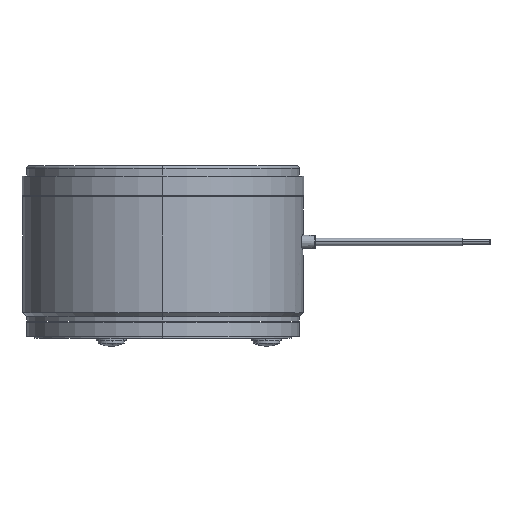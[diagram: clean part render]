
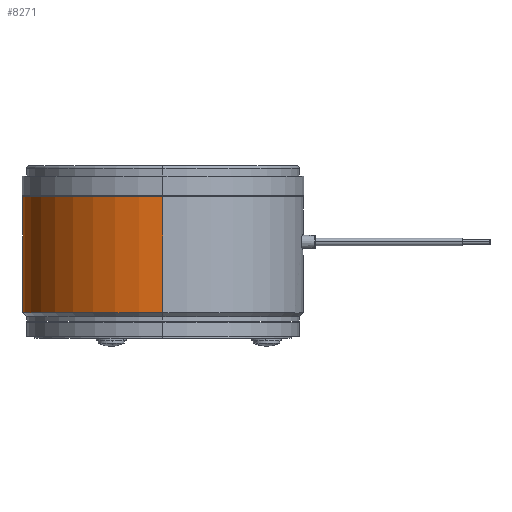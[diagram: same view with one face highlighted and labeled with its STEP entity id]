
A CAD part, left-side view. The second image highlights one B-rep face of the part: STEP entity #8271.
In plain terms, the highlighted cylindrical face has radius 25.75 mm (diameter 51.5 mm), a partial arc.
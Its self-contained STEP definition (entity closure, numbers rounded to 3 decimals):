
#579 = EDGE_CURVE ( 'NONE', #971, #1053, #3629, .T. ) ;
#901 = VERTEX_POINT ( 'NONE', #4776 ) ;
#971 = VERTEX_POINT ( 'NONE', #8257 ) ;
#1045 = CARTESIAN_POINT ( 'NONE',  ( 25.75, 0., -1.074 ) ) ;
#1053 = VERTEX_POINT ( 'NONE', #7707 ) ;
#1717 = CYLINDRICAL_SURFACE ( 'NONE', #8676, 25.75 ) ;
#2074 = EDGE_LOOP ( 'NONE', ( #7438, #6054, #7633, #3897 ) ) ;
#2698 = DIRECTION ( 'NONE',  ( 0., 0., 1. ) ) ;
#2747 = EDGE_CURVE ( 'NONE', #6728, #971, #4274, .T. ) ;
#3002 = DIRECTION ( 'NONE',  ( 1., 0., 0. ) ) ;
#3022 = EDGE_CURVE ( 'NONE', #6728, #901, #8533, .T. ) ;
#3059 = CARTESIAN_POINT ( 'NONE',  ( -25.75, 0., -1.074 ) ) ;
#3289 = DIRECTION ( 'NONE',  ( 1., 0., 0. ) ) ;
#3346 = FACE_OUTER_BOUND ( 'NONE', #2074, .T. ) ;
#3388 = DIRECTION ( 'NONE',  ( 1., 0., 0. ) ) ;
#3629 = CIRCLE ( 'NONE', #4559, 25.75 ) ;
#3897 = ORIENTED_EDGE ( 'NONE', *, *, #2747, .F. ) ;
#4274 = LINE ( 'NONE', #1045, #5187 ) ;
#4471 = CARTESIAN_POINT ( 'NONE',  ( 0., 0., -26.95 ) ) ;
#4559 = AXIS2_PLACEMENT_3D ( 'NONE', #6330, #9390, #3289 ) ;
#4776 = CARTESIAN_POINT ( 'NONE',  ( -25.75, 0., -26.95 ) ) ;
#5187 = VECTOR ( 'NONE', #5738, 1000. ) ;
#5738 = DIRECTION ( 'NONE',  ( 0., 0., 1. ) ) ;
#6054 = ORIENTED_EDGE ( 'NONE', *, *, #9180, .T. ) ;
#6330 = CARTESIAN_POINT ( 'NONE',  ( 0., 0., -5.7 ) ) ;
#6464 = AXIS2_PLACEMENT_3D ( 'NONE', #4471, #9734, #3002 ) ;
#6484 = CARTESIAN_POINT ( 'NONE',  ( 0., 0., -1.074 ) ) ;
#6728 = VERTEX_POINT ( 'NONE', #9531 ) ;
#7438 = ORIENTED_EDGE ( 'NONE', *, *, #3022, .T. ) ;
#7633 = ORIENTED_EDGE ( 'NONE', *, *, #579, .F. ) ;
#7660 = VECTOR ( 'NONE', #9798, 1000. ) ;
#7707 = CARTESIAN_POINT ( 'NONE',  ( -25.75, 0., -5.7 ) ) ;
#8257 = CARTESIAN_POINT ( 'NONE',  ( 25.75, 0., -5.7 ) ) ;
#8271 = ADVANCED_FACE ( 'NONE', ( #3346 ), #1717, .T. ) ;
#8372 = LINE ( 'NONE', #3059, #7660 ) ;
#8533 = CIRCLE ( 'NONE', #6464, 25.75 ) ;
#8676 = AXIS2_PLACEMENT_3D ( 'NONE', #6484, #2698, #3388 ) ;
#9180 = EDGE_CURVE ( 'NONE', #901, #1053, #8372, .T. ) ;
#9390 = DIRECTION ( 'NONE',  ( 0., 0., 1. ) ) ;
#9531 = CARTESIAN_POINT ( 'NONE',  ( 25.75, 0., -26.95 ) ) ;
#9734 = DIRECTION ( 'NONE',  ( 0., 0., 1. ) ) ;
#9798 = DIRECTION ( 'NONE',  ( 0., 0., 1. ) ) ;
